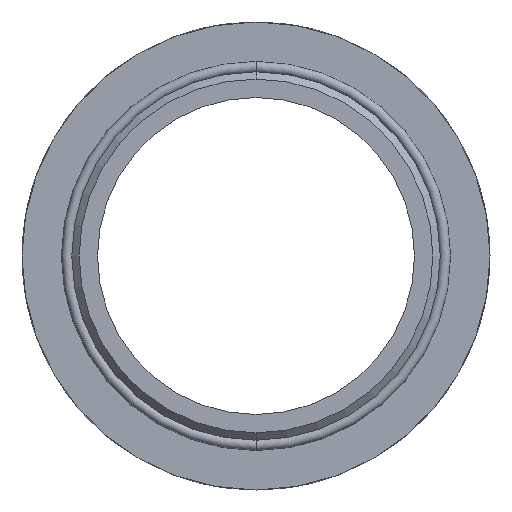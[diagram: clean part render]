
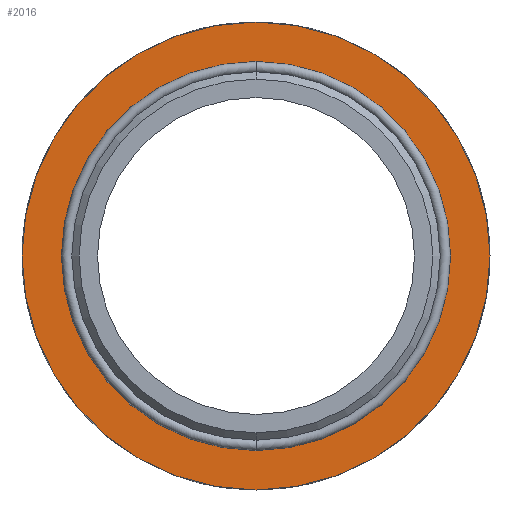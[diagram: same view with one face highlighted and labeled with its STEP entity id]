
A CAD part, front view. The second image highlights one B-rep face of the part: STEP entity #2016.
In plain terms, the highlighted planar face has unit normal (0, -1, 0).
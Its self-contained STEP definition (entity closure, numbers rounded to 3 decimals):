
#269 = AXIS2_PLACEMENT_3D ( 'NONE', #1813, #1820, #1821 ) ;
#291 = AXIS2_PLACEMENT_3D ( 'NONE', #1750, #1751, #1752 ) ;
#295 = AXIS2_PLACEMENT_3D ( 'NONE', #1747, #1748, #1749 ) ;
#465 = CIRCLE ( 'NONE', #269, 31.75 ) ;
#495 = CIRCLE ( 'NONE', #1953, 26.024 ) ;
#584 = FACE_BOUND ( 'NONE', #2269, .T. ) ;
#587 = FACE_OUTER_BOUND ( 'NONE', #2268, .T. ) ;
#588 = AXIS2_PLACEMENT_3D ( 'NONE', #1155, #1156, #1157 ) ;
#658 = CIRCLE ( 'NONE', #291, 31.75 ) ;
#661 = CIRCLE ( 'NONE', #295, 26.024 ) ;
#671 = ORIENTED_EDGE ( 'NONE', *, *, #1356, .F. ) ;
#672 = ORIENTED_EDGE ( 'NONE', *, *, #1589, .T. ) ;
#674 = ORIENTED_EDGE ( 'NONE', *, *, #1355, .T. ) ;
#675 = ORIENTED_EDGE ( 'NONE', *, *, #1379, .F. ) ;
#801 = VERTEX_POINT ( 'NONE', #1709 ) ;
#814 = VERTEX_POINT ( 'NONE', #1722 ) ;
#1043 = CARTESIAN_POINT ( 'NONE',  ( 0., -12.852, 0. ) ) ;
#1044 = DIRECTION ( 'NONE',  ( 0., 1., 0. ) ) ;
#1045 = DIRECTION ( 'NONE',  ( 0., 0., 1. ) ) ;
#1154 = PLANE ( 'NONE',  #588 ) ;
#1155 = CARTESIAN_POINT ( 'NONE',  ( 31.75, -12.852, 0. ) ) ;
#1156 = DIRECTION ( 'NONE',  ( 0., 1., 0. ) ) ;
#1157 = DIRECTION ( 'NONE',  ( 0., 0., 1. ) ) ;
#1174 = CARTESIAN_POINT ( 'NONE',  ( 0., -12.852, 31.75 ) ) ;
#1175 = CARTESIAN_POINT ( 'NONE',  ( 0., -12.852, -31.75 ) ) ;
#1355 = EDGE_CURVE ( 'NONE', #801, #814, #661, .T. ) ;
#1356 = EDGE_CURVE ( 'NONE', #2167, #2166, #658, .T. ) ;
#1379 = EDGE_CURVE ( 'NONE', #2166, #2167, #465, .T. ) ;
#1589 = EDGE_CURVE ( 'NONE', #814, #801, #495, .T. ) ;
#1709 = CARTESIAN_POINT ( 'NONE',  ( 0., -12.852, -26.024 ) ) ;
#1722 = CARTESIAN_POINT ( 'NONE',  ( 0., -12.852, 26.024 ) ) ;
#1747 = CARTESIAN_POINT ( 'NONE',  ( 0., -12.852, 0. ) ) ;
#1748 = DIRECTION ( 'NONE',  ( 0., 1., 0. ) ) ;
#1749 = DIRECTION ( 'NONE',  ( 0., 0., 1. ) ) ;
#1750 = CARTESIAN_POINT ( 'NONE',  ( 0., -12.852, 0. ) ) ;
#1751 = DIRECTION ( 'NONE',  ( 0., 1., 0. ) ) ;
#1752 = DIRECTION ( 'NONE',  ( 0., 0., 1. ) ) ;
#1813 = CARTESIAN_POINT ( 'NONE',  ( 0., -12.852, 0. ) ) ;
#1820 = DIRECTION ( 'NONE',  ( 0., 1., 0. ) ) ;
#1821 = DIRECTION ( 'NONE',  ( 0., 0., 1. ) ) ;
#1953 = AXIS2_PLACEMENT_3D ( 'NONE', #1043, #1044, #1045 ) ;
#2016 = ADVANCED_FACE ( 'NONE', ( #584, #587 ), #1154, .F. ) ;
#2166 = VERTEX_POINT ( 'NONE', #1174 ) ;
#2167 = VERTEX_POINT ( 'NONE', #1175 ) ;
#2268 = EDGE_LOOP ( 'NONE', ( #675, #671 ) ) ;
#2269 = EDGE_LOOP ( 'NONE', ( #674, #672 ) ) ;
